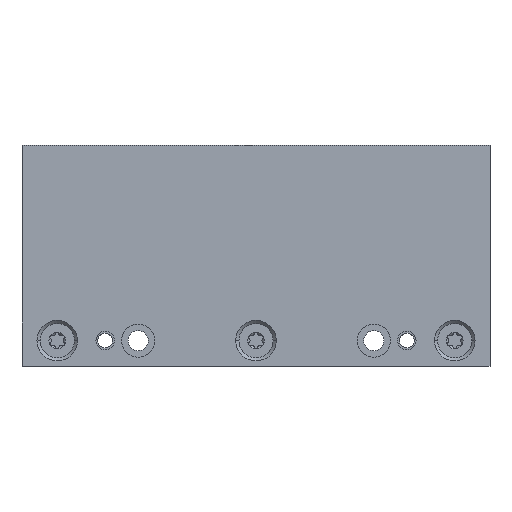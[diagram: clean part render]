
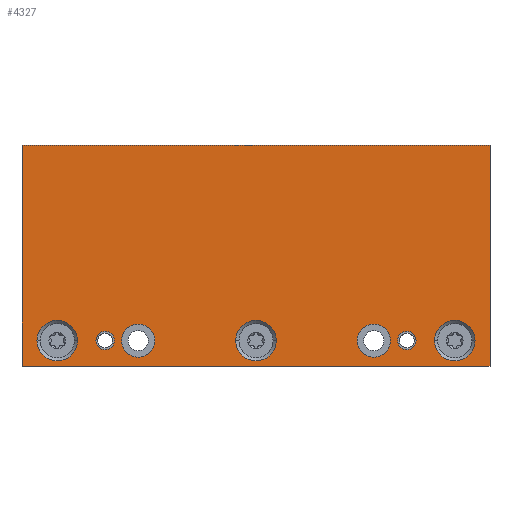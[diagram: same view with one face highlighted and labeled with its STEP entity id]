
A CAD part, top view. The second image highlights one B-rep face of the part: STEP entity #4327.
In plain terms, the highlighted planar face has unit normal (0, 0, 1).
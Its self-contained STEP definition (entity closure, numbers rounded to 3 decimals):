
#132=DIRECTION('',(-1.,0.,0.));
#133=VECTOR('',#132,127.15);
#134=CARTESIAN_POINT('',(63.575,-12.4,14.155));
#135=LINE('',#134,#133);
#136=CARTESIAN_POINT('',(-41.,-5.45,14.155));
#137=DIRECTION('',(0.,0.,-1.));
#138=DIRECTION('',(-1.,0.,0.));
#139=AXIS2_PLACEMENT_3D('',#136,#137,#138);
#141=CARTESIAN_POINT('',(-41.,-5.45,14.155));
#142=DIRECTION('',(0.,0.,-1.));
#143=DIRECTION('',(1.,0.,0.));
#144=AXIS2_PLACEMENT_3D('',#141,#142,#143);
#146=CARTESIAN_POINT('',(41.,-5.45,14.155));
#147=DIRECTION('',(0.,0.,-1.));
#148=DIRECTION('',(-1.,0.,0.));
#149=AXIS2_PLACEMENT_3D('',#146,#147,#148);
#151=CARTESIAN_POINT('',(41.,-5.45,14.155));
#152=DIRECTION('',(0.,0.,-1.));
#153=DIRECTION('',(1.,0.,0.));
#154=AXIS2_PLACEMENT_3D('',#151,#152,#153);
#156=CARTESIAN_POINT('',(-32.,-5.45,14.155));
#157=DIRECTION('',(0.,0.,1.));
#158=DIRECTION('',(-1.,0.,0.));
#159=AXIS2_PLACEMENT_3D('',#156,#157,#158);
#161=CARTESIAN_POINT('',(-32.,-5.45,14.155));
#162=DIRECTION('',(0.,0.,1.));
#163=DIRECTION('',(1.,0.,0.));
#164=AXIS2_PLACEMENT_3D('',#161,#162,#163);
#166=CARTESIAN_POINT('',(32.,-5.45,14.155));
#167=DIRECTION('',(0.,0.,1.));
#168=DIRECTION('',(-1.,0.,0.));
#169=AXIS2_PLACEMENT_3D('',#166,#167,#168);
#171=CARTESIAN_POINT('',(32.,-5.45,14.155));
#172=DIRECTION('',(0.,0.,1.));
#173=DIRECTION('',(1.,0.,0.));
#174=AXIS2_PLACEMENT_3D('',#171,#172,#173);
#176=CARTESIAN_POINT('',(-54.,-5.45,14.155));
#177=DIRECTION('',(0.,0.,1.));
#178=DIRECTION('',(-1.,0.,0.));
#179=AXIS2_PLACEMENT_3D('',#176,#177,#178);
#181=CARTESIAN_POINT('',(-54.,-5.45,14.155));
#182=DIRECTION('',(0.,0.,1.));
#183=DIRECTION('',(1.,0.,0.));
#184=AXIS2_PLACEMENT_3D('',#181,#182,#183);
#186=CARTESIAN_POINT('',(0.,-5.45,14.155));
#187=DIRECTION('',(0.,0.,1.));
#188=DIRECTION('',(-1.,0.,0.));
#189=AXIS2_PLACEMENT_3D('',#186,#187,#188);
#191=CARTESIAN_POINT('',(0.,-5.45,14.155));
#192=DIRECTION('',(0.,0.,1.));
#193=DIRECTION('',(1.,0.,0.));
#194=AXIS2_PLACEMENT_3D('',#191,#192,#193);
#196=CARTESIAN_POINT('',(54.,-5.45,14.155));
#197=DIRECTION('',(0.,0.,1.));
#198=DIRECTION('',(-1.,0.,0.));
#199=AXIS2_PLACEMENT_3D('',#196,#197,#198);
#201=CARTESIAN_POINT('',(54.,-5.45,14.155));
#202=DIRECTION('',(0.,0.,1.));
#203=DIRECTION('',(1.,0.,0.));
#204=AXIS2_PLACEMENT_3D('',#201,#202,#203);
#214=DIRECTION('',(0.,1.,0.));
#215=VECTOR('',#214,60.);
#216=CARTESIAN_POINT('',(63.575,-12.4,14.155));
#217=LINE('',#216,#215);
#1906=DIRECTION('',(0.,1.,0.));
#1907=VECTOR('',#1906,60.);
#1908=CARTESIAN_POINT('',(-63.575,-12.4,14.155));
#1909=LINE('',#1908,#1907);
#1914=DIRECTION('',(-1.,0.,0.));
#1915=VECTOR('',#1914,127.15);
#1916=CARTESIAN_POINT('',(63.575,47.6,14.155));
#1917=LINE('',#1916,#1915);
#3375=CARTESIAN_POINT('',(63.575,-12.4,14.155));
#3376=VERTEX_POINT('',#3375);
#3377=CARTESIAN_POINT('',(63.575,47.6,14.155));
#3378=VERTEX_POINT('',#3377);
#3383=CARTESIAN_POINT('',(-63.575,-12.4,14.155));
#3384=VERTEX_POINT('',#3383);
#3385=CARTESIAN_POINT('',(-63.575,47.6,14.155));
#3386=VERTEX_POINT('',#3385);
#3387=CARTESIAN_POINT('',(-36.5,-5.45,14.155));
#3388=CARTESIAN_POINT('',(-27.5,-5.45,14.155));
#3389=VERTEX_POINT('',#3387);
#3390=VERTEX_POINT('',#3388);
#3391=CARTESIAN_POINT('',(-59.5,-5.45,14.155));
#3392=CARTESIAN_POINT('',(-48.5,-5.45,14.155));
#3393=VERTEX_POINT('',#3391);
#3394=VERTEX_POINT('',#3392);
#3395=CARTESIAN_POINT('',(27.5,-5.45,14.155));
#3396=CARTESIAN_POINT('',(36.5,-5.45,14.155));
#3397=VERTEX_POINT('',#3395);
#3398=VERTEX_POINT('',#3396);
#3399=CARTESIAN_POINT('',(-5.5,-5.45,14.155));
#3400=CARTESIAN_POINT('',(5.5,-5.45,14.155));
#3401=VERTEX_POINT('',#3399);
#3402=VERTEX_POINT('',#3400);
#3403=CARTESIAN_POINT('',(48.5,-5.45,14.155));
#3404=CARTESIAN_POINT('',(59.5,-5.45,14.155));
#3405=VERTEX_POINT('',#3403);
#3406=VERTEX_POINT('',#3404);
#3407=CARTESIAN_POINT('',(-43.5,-5.45,14.155));
#3408=CARTESIAN_POINT('',(-38.5,-5.45,14.155));
#3409=VERTEX_POINT('',#3407);
#3410=VERTEX_POINT('',#3408);
#3411=CARTESIAN_POINT('',(38.5,-5.45,14.155));
#3412=CARTESIAN_POINT('',(43.5,-5.45,14.155));
#3413=VERTEX_POINT('',#3411);
#3414=VERTEX_POINT('',#3412);
#4272=CARTESIAN_POINT('',(63.575,-12.4,14.155));
#4273=DIRECTION('',(0.,0.,1.));
#4274=DIRECTION('',(0.,1.,0.));
#4275=AXIS2_PLACEMENT_3D('',#4272,#4273,#4274);
#4276=PLANE('',#4275);
#4278=ORIENTED_EDGE('',*,*,#4277,.F.);
#4280=ORIENTED_EDGE('',*,*,#4279,.T.);
#4282=ORIENTED_EDGE('',*,*,#4281,.T.);
#4284=ORIENTED_EDGE('',*,*,#4283,.F.);
#4285=EDGE_LOOP('',(#4278,#4280,#4282,#4284));
#4286=FACE_OUTER_BOUND('',#4285,.F.);
#4288=ORIENTED_EDGE('',*,*,#4287,.F.);
#4290=ORIENTED_EDGE('',*,*,#4289,.F.);
#4291=EDGE_LOOP('',(#4288,#4290));
#4292=FACE_BOUND('',#4291,.F.);
#4294=ORIENTED_EDGE('',*,*,#4293,.F.);
#4296=ORIENTED_EDGE('',*,*,#4295,.F.);
#4297=EDGE_LOOP('',(#4294,#4296));
#4298=FACE_BOUND('',#4297,.F.);
#4300=ORIENTED_EDGE('',*,*,#4299,.T.);
#4302=ORIENTED_EDGE('',*,*,#4301,.T.);
#4303=EDGE_LOOP('',(#4300,#4302));
#4304=FACE_BOUND('',#4303,.F.);
#4306=ORIENTED_EDGE('',*,*,#4305,.T.);
#4308=ORIENTED_EDGE('',*,*,#4307,.T.);
#4309=EDGE_LOOP('',(#4306,#4308));
#4310=FACE_BOUND('',#4309,.F.);
#4312=ORIENTED_EDGE('',*,*,#4311,.T.);
#4314=ORIENTED_EDGE('',*,*,#4313,.T.);
#4315=EDGE_LOOP('',(#4312,#4314));
#4316=FACE_BOUND('',#4315,.F.);
#4317=ORIENTED_EDGE('',*,*,#4239,.T.);
#4318=ORIENTED_EDGE('',*,*,#4254,.T.);
#4319=EDGE_LOOP('',(#4317,#4318));
#4320=FACE_BOUND('',#4319,.F.);
#4322=ORIENTED_EDGE('',*,*,#4321,.T.);
#4324=ORIENTED_EDGE('',*,*,#4323,.T.);
#4325=EDGE_LOOP('',(#4322,#4324));
#4326=FACE_BOUND('',#4325,.F.);
#140=CIRCLE('',#139,2.5);
#145=CIRCLE('',#144,2.5);
#150=CIRCLE('',#149,2.5);
#155=CIRCLE('',#154,2.5);
#160=CIRCLE('',#159,4.5);
#165=CIRCLE('',#164,4.5);
#170=CIRCLE('',#169,4.5);
#175=CIRCLE('',#174,4.5);
#180=CIRCLE('',#179,5.5);
#185=CIRCLE('',#184,5.5);
#190=CIRCLE('',#189,5.5);
#195=CIRCLE('',#194,5.5);
#200=CIRCLE('',#199,5.5);
#205=CIRCLE('',#204,5.5);
#4239=EDGE_CURVE('',#3401,#3402,#190,.T.);
#4254=EDGE_CURVE('',#3402,#3401,#195,.T.);
#4277=EDGE_CURVE('',#3376,#3378,#217,.T.);
#4279=EDGE_CURVE('',#3376,#3384,#135,.T.);
#4281=EDGE_CURVE('',#3384,#3386,#1909,.T.);
#4283=EDGE_CURVE('',#3378,#3386,#1917,.T.);
#4287=EDGE_CURVE('',#3409,#3410,#140,.T.);
#4289=EDGE_CURVE('',#3410,#3409,#145,.T.);
#4293=EDGE_CURVE('',#3413,#3414,#150,.T.);
#4295=EDGE_CURVE('',#3414,#3413,#155,.T.);
#4299=EDGE_CURVE('',#3389,#3390,#160,.T.);
#4301=EDGE_CURVE('',#3390,#3389,#165,.T.);
#4305=EDGE_CURVE('',#3397,#3398,#170,.T.);
#4307=EDGE_CURVE('',#3398,#3397,#175,.T.);
#4311=EDGE_CURVE('',#3393,#3394,#180,.T.);
#4313=EDGE_CURVE('',#3394,#3393,#185,.T.);
#4321=EDGE_CURVE('',#3405,#3406,#200,.T.);
#4323=EDGE_CURVE('',#3406,#3405,#205,.T.);
#4327=ADVANCED_FACE('',(#4286,#4292,#4298,#4304,#4310,#4316,#4320,#4326),#4276,
.T.);
